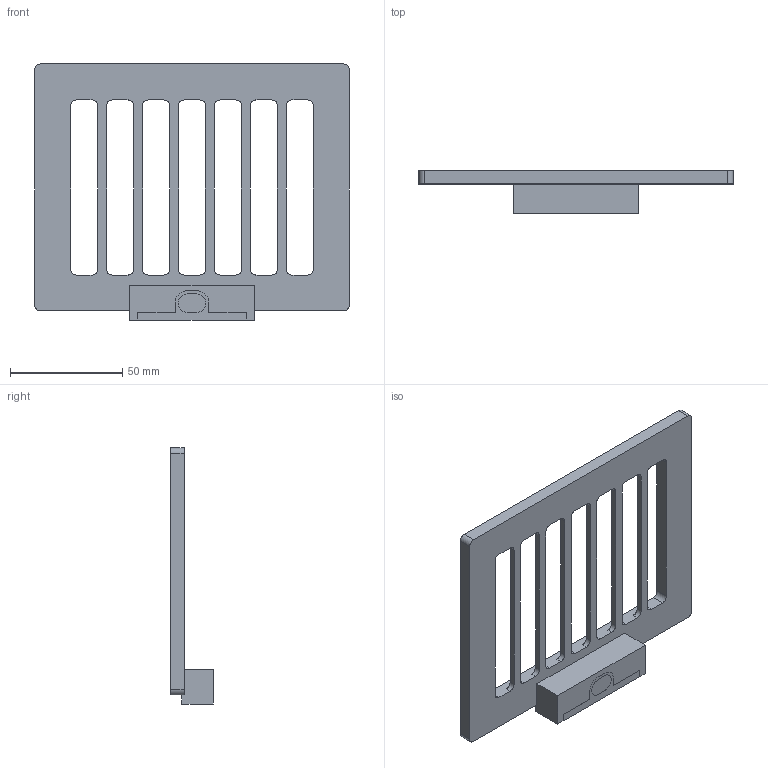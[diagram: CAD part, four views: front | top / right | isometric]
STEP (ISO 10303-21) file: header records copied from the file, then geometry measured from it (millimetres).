
FILE_DESCRIPTION((''),'2;1');
FILE_NAME('28500','2022-02-14T14:39:08',('jinson.thomas'),(''),'CREO PARAMETRIC BY PTC INC, 2018400','CREO PARAMETRIC BY PTC INC, 2018400','');
FILE_SCHEMA(('CONFIG_CONTROL_DESIGN'));
Length unit declared in the file: inch
Products named in the file (1): 28500
Bounding box: 140 x 19.01 x 114.02 mm (x, y, z)
Volume: 57949.8 mm3; surface area: 27390.2 mm2
Topology: 1 solids, 1 shells, 81 faces, 252 edges, 168 vertices
Faces by surface type: plane 45, cylinder 36
Entity records: 2886 total; most frequent: ORIENTED_EDGE 504, CARTESIAN_POINT 501, DIRECTION 486, EDGE_CURVE 252, VECTOR 180, LINE 180, VERTEX_POINT 168, AXIS2_PLACEMENT_3D 153
